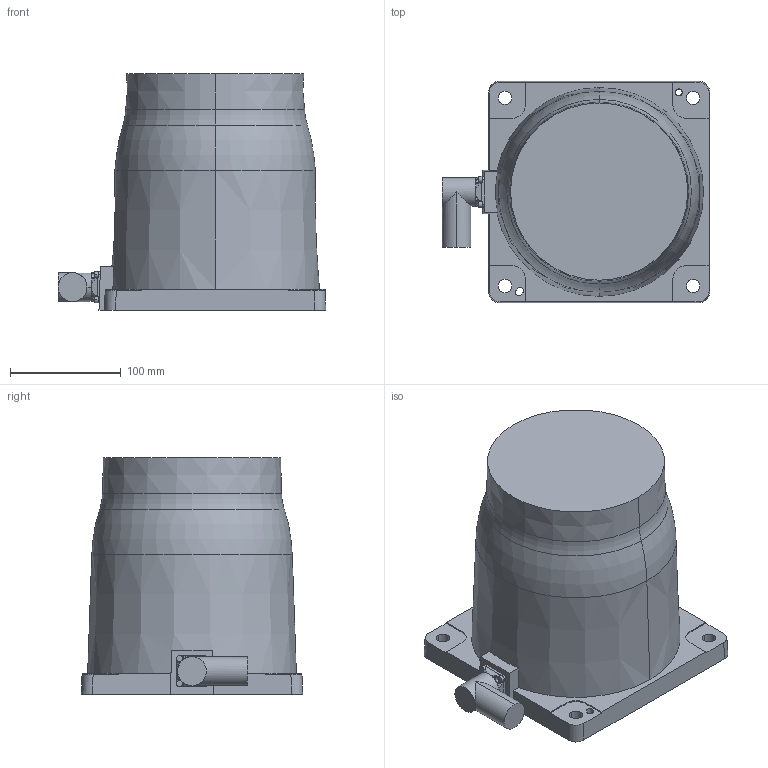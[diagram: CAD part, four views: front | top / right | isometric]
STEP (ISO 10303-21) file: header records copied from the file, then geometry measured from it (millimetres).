
FILE_DESCRIPTION (( 'STEP AP214' ), '1' );
FILE_NAME ('CRB15000_10kg-152_Omnicore_rev00_LINK00_CAD.step', '2023-07-05T08:09:13', ( '' ), ( '' ), 'SwSTEP 2.0', 'SolidWorks 2022', '' );
FILE_SCHEMA (( 'AUTOMOTIVE_DESIGN' ));
Length unit declared in the file: millimetre
Products named in the file (1): CRB15000_10kg-152_Omnicore_rev00_LINK00_CAD
Bounding box: 241.8 x 200 x 214 mm (x, y, z)
Volume: 5518703.4 mm3; surface area: 208137.2 mm2
Topology: 1 solids, 1 shells, 134 faces, 369 edges, 240 vertices
Faces by surface type: plane 62, cylinder 44, cone 16, bspline 8, torus 4
Entity records: 5095 total; most frequent: CARTESIAN_POINT 1747, ORIENTED_EDGE 738, DIRECTION 651, EDGE_CURVE 369, AXIS2_PLACEMENT_3D 255, VERTEX_POINT 240, EDGE_LOOP 149, VECTOR 141
